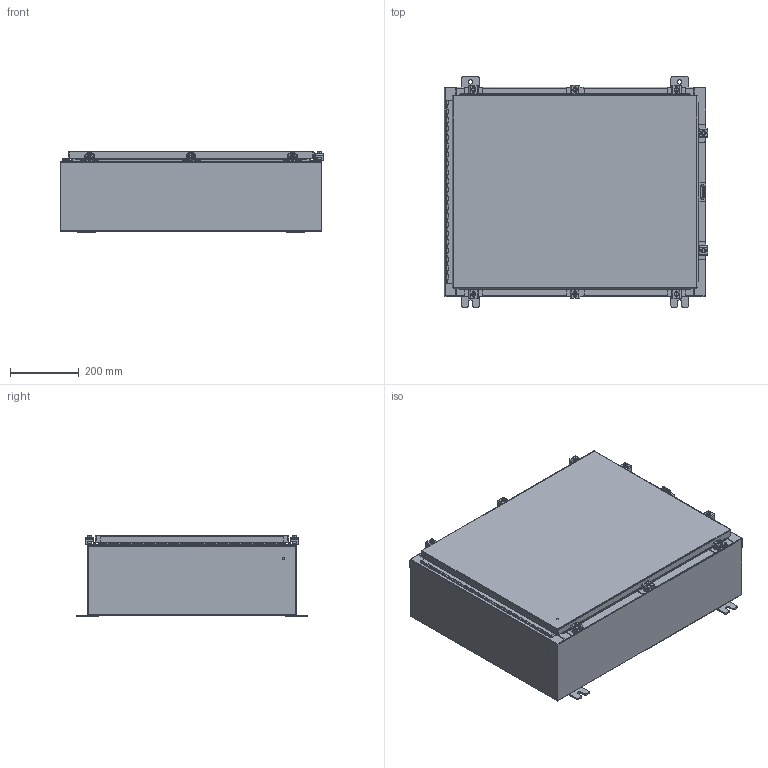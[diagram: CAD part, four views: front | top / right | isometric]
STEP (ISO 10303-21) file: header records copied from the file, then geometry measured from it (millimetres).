
FILE_DESCRIPTION (( 'STEP AP203' ), '1' );
FILE_NAME ('N24H3008WP.STEP', '2014-03-24T21:15:45', ( 'changeme' ), ( 'Microsoft' ), 'SwSTEP 2.0', 'SolidWorks 2013', '' );
FILE_SCHEMA (( 'CONFIG_CONTROL_DESIGN' ));
Length unit declared in the file: inch
Products named in the file (20): N24H3008SSWP 22104005_DEFAULT; N24H3008SSWP Hinge Cover Side; N24H3008SSWP Clamp Top; N24H3008SSWP 125 Pin Hinge; N24H3008SSWP Clamp Assembly; N24H3008SSWP Mounting Feet; N24H3008SSWP Standard Clamps; Quarter-20 CD Stud; N24H3008SSWP Cover; N24H3008SSWP Padlock Hasp; N24H3008SSWP Body; N24H3008SSWP Padlock Staple; N24H3008SSWP Backpanel; N24H3008SSWP Bottom; N24H3008SSWP Clamp Bracket; N24H3008SSWP Mounting Studs; N24H3008SSWP Top; N24H3008SSWP 22101002; N24H3008SSWP Hinge Enclosure Side2; N24H3008WP
Assembly tree (34 placements, depth 4):
  N24H3008WP
    N24H3008SSWP Backpanel
    N24H3008SSWP Mounting Studs  x4
    N24H3008SSWP 125 Pin Hinge
      N24H3008SSWP Hinge Enclosure Side2
      N24H3008SSWP Hinge Cover Side
    N24H3008SSWP Mounting Feet  x4
    Quarter-20 CD Stud  x2
    N24H3008SSWP Padlock Hasp
    N24H3008SSWP Padlock Staple
    N24H3008SSWP Standard Clamps  x8
      N24H3008SSWP Clamp Bracket
      N24H3008SSWP Clamp Assembly
        N24H3008SSWP 22101002  x2
        N24H3008SSWP 22104005_DEFAULT
        N24H3008SSWP Clamp Top
    N24H3008SSWP Cover
    N24H3008SSWP Body
    N24H3008SSWP Bottom
    N24H3008SSWP Top
Bounding box: 767.35 x 673.1 x 238.47 mm (x, y, z)
Volume: 4276741.6 mm3; surface area: 4216015.7 mm2
Topology: 59 solids, 59 shells, 1969 faces, 4943 edges, 3122 vertices
Faces by surface type: plane 1034, cylinder 811, cone 60, torus 56, bspline 8
Entity records: 32936 total; most frequent: CARTESIAN_POINT 5692, DIRECTION 5392, ORIENTED_EDGE 5048, EDGE_CURVE 2524, AXIS2_PLACEMENT_3D 1876, LINE 1640, VECTOR 1640, VERTEX_POINT 1554
